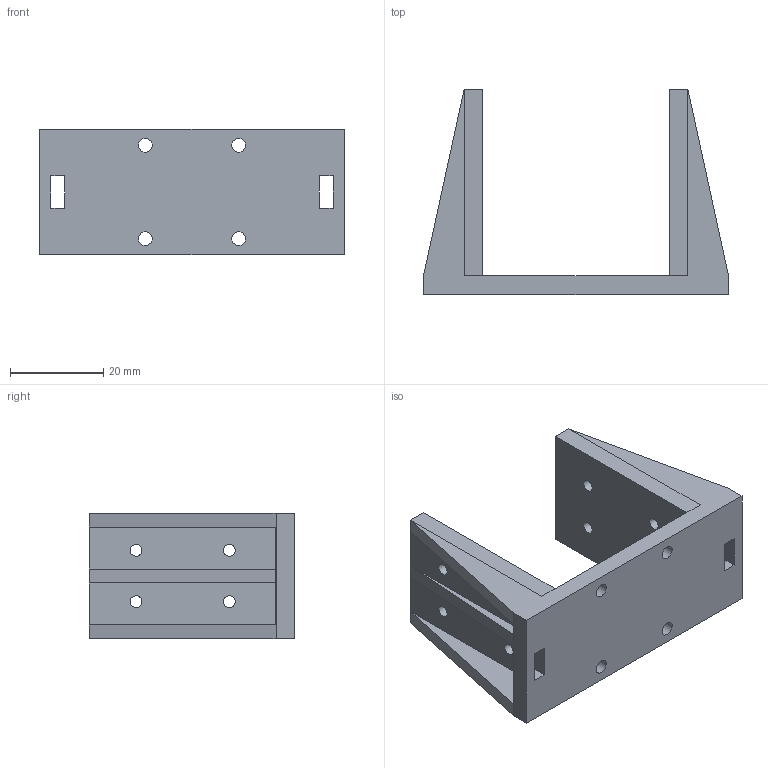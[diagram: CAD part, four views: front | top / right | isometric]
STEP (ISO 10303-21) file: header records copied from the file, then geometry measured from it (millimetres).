
FILE_DESCRIPTION(/* description */ (''),/* implementation_level */ '2;1');
FILE_NAME(/* name */ 'Y Axix Mount for X other Side.step',/* time_stamp */ '2019-08-10T08:11:06+02:00',/* author */ (''),/* organization */ (''),/* preprocessor_version */ 'ST-DEVELOPER v18',/* originating_system */ 'Autodesk Translation Framework v8.2.0.1029',/* authorisation */ '');
FILE_SCHEMA (('AUTOMOTIVE_DESIGN { 1 0 10303 214 3 1 1 }'));
Length unit declared in the file: millimetre
Products named in the file (1): NEW X AXIX MOUNT OTHER SIDE
Bounding box: 65.4 x 44 x 27 mm (x, y, z)
Volume: 17596.4 mm3; surface area: 11108.4 mm2
Topology: 1 solids, 1 shells, 59 faces, 147 edges, 94 vertices
Faces by surface type: plane 43, cylinder 16
Full cylindrical faces by diameter (mm): 2.55 x8, 3 x4, 5.7 x4
Entity records: 1826 total; most frequent: CARTESIAN_POINT 301, DIRECTION 299, ORIENTED_EDGE 294, EDGE_CURVE 147, LINE 115, VECTOR 115, VERTEX_POINT 94, AXIS2_PLACEMENT_3D 92
